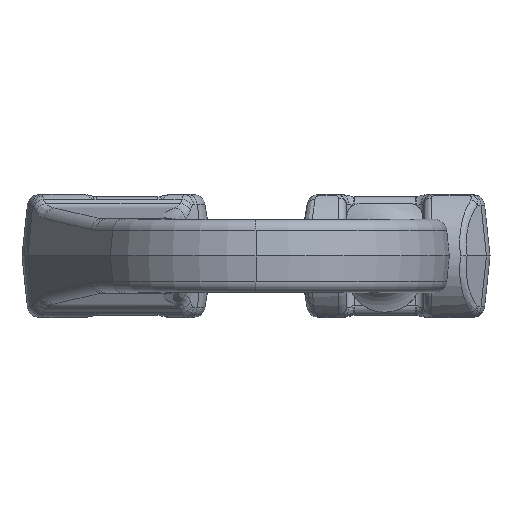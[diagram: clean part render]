
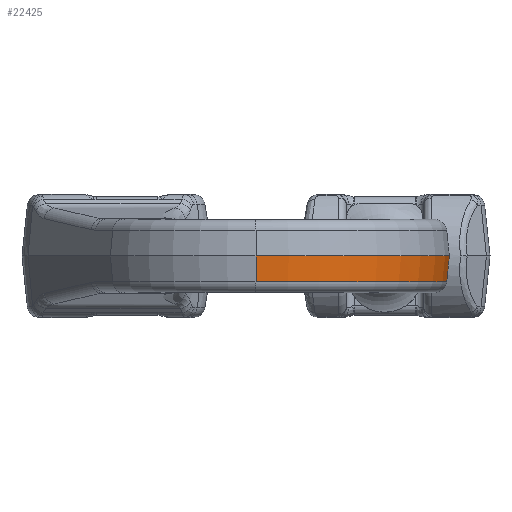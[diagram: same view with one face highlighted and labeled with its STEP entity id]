
A CAD part, front view. The second image highlights one B-rep face of the part: STEP entity #22425.
In plain terms, the highlighted conical face has half-angle 6 degrees and reference radius 63.253 mm.
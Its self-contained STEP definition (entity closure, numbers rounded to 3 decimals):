
#6605=CARTESIAN_POINT('',(62.732,-35.81,
-8.508));
#6782=CARTESIAN_POINT('',(62.788,-35.797,
-7.983));
#6783=CARTESIAN_POINT('',(62.855,-35.782,
-7.346));
#6784=CARTESIAN_POINT('',(62.991,-35.75,
-6.069));
#6785=CARTESIAN_POINT('',(63.196,-35.714,
-4.138));
#6786=CARTESIAN_POINT('',(63.4,-35.702,
-2.204));
#6787=CARTESIAN_POINT('',(63.535,-35.712,
-0.918));
#6788=CARTESIAN_POINT('',(63.602,-35.721,
-0.276));
#6790=CARTESIAN_POINT('',(62.732,-35.81,
-8.508));
#6791=CARTESIAN_POINT('',(62.741,-35.807,
-8.421));
#6792=CARTESIAN_POINT('',(62.76,-35.803,
-8.246));
#6793=CARTESIAN_POINT('',(62.778,-35.799,
-8.071));
#6794=CARTESIAN_POINT('',(62.788,-35.797,
-7.983));
#6796=CARTESIAN_POINT('',(0.,-32.76,-8.508));
#6797=DIRECTION('',(0.,0.,1.));
#6798=DIRECTION('',(0.,-1.,0.));
#6799=AXIS2_PLACEMENT_3D('',#6796,#6797,#6798);
#6801=DIRECTION('',(0.,0.105,-0.995));
#6802=VECTOR('',#6801,8.555);
#6803=CARTESIAN_POINT('',(0.,-96.46,0.));
#6804=LINE('',#6803,#6802);
#6805=DIRECTION('',(0.104,-0.015,0.994));
#6806=VECTOR('',#6805,0.278);
#6807=CARTESIAN_POINT('',(63.602,-35.721,
-0.276));
#6808=LINE('',#6807,#6806);
#9750=CARTESIAN_POINT('',(0.,-32.76,0.));
#9751=DIRECTION('',(0.,0.,1.));
#9752=DIRECTION('',(0.,-1.,0.));
#9753=AXIS2_PLACEMENT_3D('',#9750,#9751,#9752);
#10156=CARTESIAN_POINT('',(0.,-96.46,0.));
#10157=VERTEX_POINT('',#10156);
#10247=CARTESIAN_POINT('',(0.,-95.566,-8.508));
#10249=VERTEX_POINT('',#10247);
#10370=CARTESIAN_POINT('',(63.631,-35.725,
0.));
#10371=VERTEX_POINT('',#10370);
#10378=VERTEX_POINT('',#6782);
#10379=VERTEX_POINT('',#6788);
#10806=VERTEX_POINT('',#6605);
#22408=CARTESIAN_POINT('',(0.,-32.76,-4.254));
#22409=DIRECTION('',(0.,0.,1.));
#22410=DIRECTION('',(1.,0.,0.));
#22411=AXIS2_PLACEMENT_3D('',#22408,#22409,#22410);
#22412=CONICAL_SURFACE('',#22411,63.253,6.);
#22413=ORIENTED_EDGE('',*,*,#22398,.F.);
#22415=ORIENTED_EDGE('',*,*,#22414,.F.);
#22416=ORIENTED_EDGE('',*,*,#22207,.F.);
#22418=ORIENTED_EDGE('',*,*,#22417,.F.);
#22420=ORIENTED_EDGE('',*,*,#22419,.T.);
#22422=ORIENTED_EDGE('',*,*,#22421,.F.);
#22423=EDGE_LOOP('',(#22413,#22415,#22416,#22418,#22420,#22422));
#22424=FACE_OUTER_BOUND('',#22423,.F.);
#22425=ADVANCED_FACE('',(#22424),#22412,.T.);
#6789=B_SPLINE_CURVE_WITH_KNOTS('',3,(#6782,#6783,#6784,#6785,#6786,#6787,
#6788),.UNSPECIFIED.,.F.,.F.,(4,1,1,1,4),(0.,0.25,0.5,0.75,1.),
.UNSPECIFIED.);
#6795=B_SPLINE_CURVE_WITH_KNOTS('',3,(#6790,#6791,#6792,#6793,#6794),
.UNSPECIFIED.,.F.,.F.,(4,1,4),(0.,0.5,1.),.UNSPECIFIED.);
#6800=CIRCLE('',#6799,62.806);
#9754=CIRCLE('',#9753,63.7);
#22207=EDGE_CURVE('',#10249,#10806,#6800,.T.);
#22398=EDGE_CURVE('',#10378,#10379,#6789,.T.);
#22414=EDGE_CURVE('',#10806,#10378,#6795,.T.);
#22417=EDGE_CURVE('',#10157,#10249,#6804,.T.);
#22419=EDGE_CURVE('',#10157,#10371,#9754,.T.);
#22421=EDGE_CURVE('',#10379,#10371,#6808,.T.);
